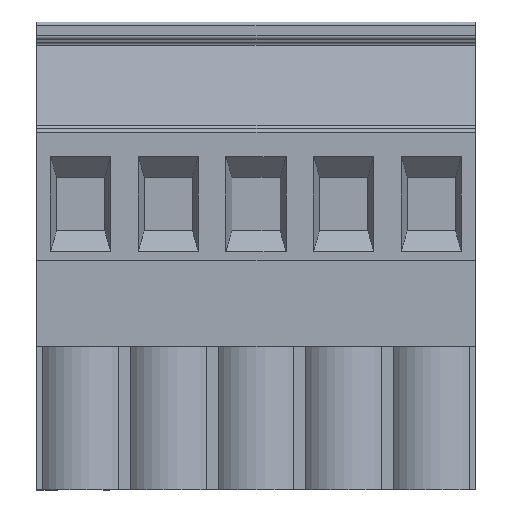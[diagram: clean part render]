
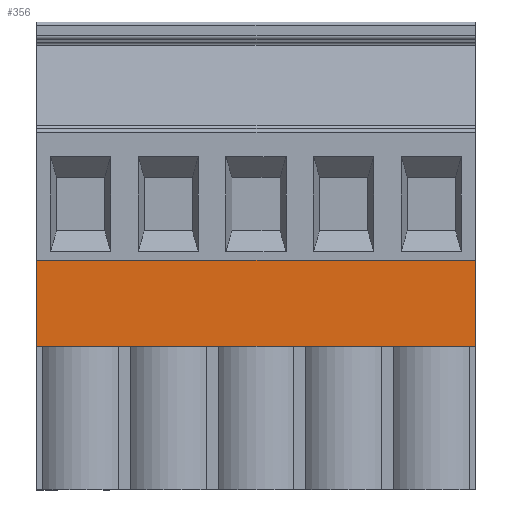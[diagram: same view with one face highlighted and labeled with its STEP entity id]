
A CAD part, top view. The second image highlights one B-rep face of the part: STEP entity #356.
In plain terms, the highlighted planar face has unit normal (0, 0, 1).
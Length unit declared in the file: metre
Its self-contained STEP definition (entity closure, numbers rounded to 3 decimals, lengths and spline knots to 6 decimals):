
#356=ADVANCED_FACE('',(#860),#861,.F.);
#860=FACE_OUTER_BOUND('',#1501,.T.);
#861=PLANE('',#1502);
#1501=EDGE_LOOP('',(#2566,#2567,#2568,#2569));
#1502=AXIS2_PLACEMENT_3D('',#2570,#2571,#2572);
#2566=ORIENTED_EDGE('',*,*,#4051,.F.);
#2567=ORIENTED_EDGE('',*,*,#4052,.F.);
#2568=ORIENTED_EDGE('',*,*,#4006,.T.);
#2569=ORIENTED_EDGE('',*,*,#3867,.T.);
#2570=CARTESIAN_POINT('',(-0.00508,0.004997,0.));
#2571=DIRECTION('',(0.,0.,-1.0));
#2572=DIRECTION('',(0.0,-1.0,0.));
#3867=EDGE_CURVE('',#4666,#4667,#4668,.T.);
#4006=EDGE_CURVE('',#4896,#4666,#4897,.T.);
#4051=EDGE_CURVE('',#4959,#4667,#4960,.T.);
#4052=EDGE_CURVE('',#4896,#4959,#4961,.T.);
#4666=VERTEX_POINT('',#5780);
#4667=VERTEX_POINT('',#5781);
#4668=LINE('',#5782,#5783);
#4896=VERTEX_POINT('',#6101);
#4897=LINE('',#6102,#6103);
#4959=VERTEX_POINT('',#6184);
#4960=LINE('',#6185,#6186);
#4961=LINE('',#6187,#6188);
#5780=CARTESIAN_POINT('',(0.05588,0.0,0.0));
#5781=CARTESIAN_POINT('',(0.05588,0.005,0.0));
#5782=CARTESIAN_POINT('',(0.05588,0.004997,0.0));
#5783=VECTOR('',#6989,1.0);
#6101=CARTESIAN_POINT('',(0.03048,0.,0.));
#6102=CARTESIAN_POINT('',(-0.00508,0.,0.));
#6103=VECTOR('',#7167,1.0);
#6184=CARTESIAN_POINT('',(0.03048,0.005,0.));
#6185=CARTESIAN_POINT('',(-0.00508,0.005,0.));
#6186=VECTOR('',#7223,1.0);
#6187=CARTESIAN_POINT('',(0.03048,0.004997,0.));
#6188=VECTOR('',#7224,1.0);
#6989=DIRECTION('',(0.,1.0,0.));
#7167=DIRECTION('',(1.0,0.,0.));
#7223=DIRECTION('',(1.0,0.,0.));
#7224=DIRECTION('',(0.,1.0,0.));
